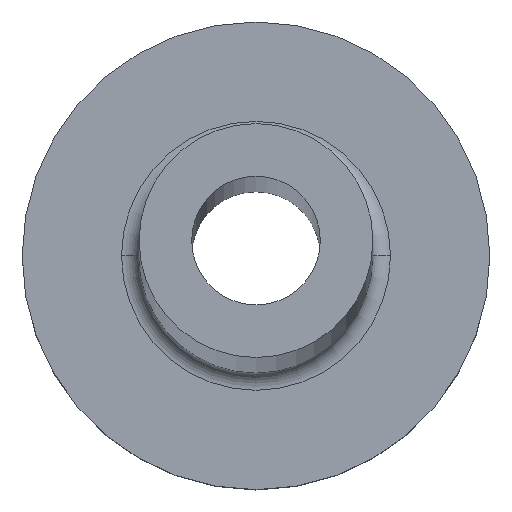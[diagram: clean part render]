
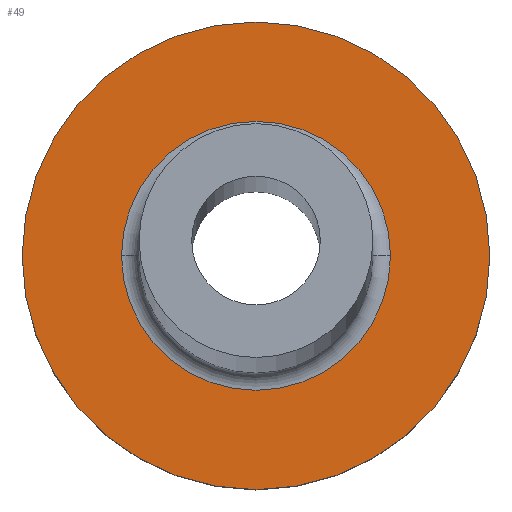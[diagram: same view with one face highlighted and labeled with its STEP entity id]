
A CAD part, top view. The second image highlights one B-rep face of the part: STEP entity #49.
In plain terms, the highlighted planar face has unit normal (0, 0, 1).
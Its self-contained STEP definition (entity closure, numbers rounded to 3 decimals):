
#11 = CARTESIAN_POINT ( 'NONE',  ( -4., 0., 3. ) ) ;
#13 = AXIS2_PLACEMENT_3D ( 'NONE', #283, #125, #255 ) ;
#16 = ORIENTED_EDGE ( 'NONE', *, *, #179, .T. ) ;
#29 = FACE_OUTER_BOUND ( 'NONE', #348, .T. ) ;
#37 = DIRECTION ( 'NONE',  ( 1., 0., 0. ) ) ;
#41 = CARTESIAN_POINT ( 'NONE',  ( 4., 0., 3. ) ) ;
#49 = ADVANCED_FACE ( 'NONE', ( #329, #29 ), #138, .T. ) ;
#68 = CARTESIAN_POINT ( 'NONE',  ( 0., 0., 3. ) ) ;
#76 = VERTEX_POINT ( 'NONE', #300 ) ;
#84 = CARTESIAN_POINT ( 'NONE',  ( 2.3, 0., 3. ) ) ;
#103 = ORIENTED_EDGE ( 'NONE', *, *, #183, .T. ) ;
#105 = DIRECTION ( 'NONE',  ( 1., 0., 0. ) ) ;
#122 = CIRCLE ( 'NONE', #201, 4. ) ;
#125 = DIRECTION ( 'NONE',  ( 0., 0., 1. ) ) ;
#138 = PLANE ( 'NONE',  #237 ) ;
#140 = EDGE_CURVE ( 'NONE', #254, #199, #122, .T. ) ;
#159 = DIRECTION ( 'NONE',  ( 1., 0., 0. ) ) ;
#160 = AXIS2_PLACEMENT_3D ( 'NONE', #189, #316, #159 ) ;
#161 = ORIENTED_EDGE ( 'NONE', *, *, #214, .T. ) ;
#169 = CIRCLE ( 'NONE', #160, 2.3 ) ;
#179 = EDGE_CURVE ( 'NONE', #76, #284, #372, .T. ) ;
#183 = EDGE_CURVE ( 'NONE', #284, #76, #169, .T. ) ;
#186 = CARTESIAN_POINT ( 'NONE',  ( 0., 0., 3. ) ) ;
#189 = CARTESIAN_POINT ( 'NONE',  ( 0., 0., 3. ) ) ;
#192 = CIRCLE ( 'NONE', #13, 4. ) ;
#193 = ORIENTED_EDGE ( 'NONE', *, *, #140, .T. ) ;
#199 = VERTEX_POINT ( 'NONE', #11 ) ;
#201 = AXIS2_PLACEMENT_3D ( 'NONE', #68, #303, #37 ) ;
#210 = DIRECTION ( 'NONE',  ( 1., 0., 0. ) ) ;
#214 = EDGE_CURVE ( 'NONE', #199, #254, #192, .T. ) ;
#227 = EDGE_LOOP ( 'NONE', ( #103, #16 ) ) ;
#237 = AXIS2_PLACEMENT_3D ( 'NONE', #359, #340, #210 ) ;
#254 = VERTEX_POINT ( 'NONE', #41 ) ;
#255 = DIRECTION ( 'NONE',  ( 1., 0., 0. ) ) ;
#275 = DIRECTION ( 'NONE',  ( 0., 0., -1. ) ) ;
#283 = CARTESIAN_POINT ( 'NONE',  ( 0., 0., 3. ) ) ;
#284 = VERTEX_POINT ( 'NONE', #84 ) ;
#300 = CARTESIAN_POINT ( 'NONE',  ( -2.3, 0., 3. ) ) ;
#303 = DIRECTION ( 'NONE',  ( 0., 0., 1. ) ) ;
#313 = AXIS2_PLACEMENT_3D ( 'NONE', #186, #275, #105 ) ;
#316 = DIRECTION ( 'NONE',  ( 0., 0., -1. ) ) ;
#329 = FACE_BOUND ( 'NONE', #227, .T. ) ;
#340 = DIRECTION ( 'NONE',  ( 0., 0., 1. ) ) ;
#348 = EDGE_LOOP ( 'NONE', ( #161, #193 ) ) ;
#359 = CARTESIAN_POINT ( 'NONE',  ( 0., 0., 3. ) ) ;
#372 = CIRCLE ( 'NONE', #313, 2.3 ) ;
